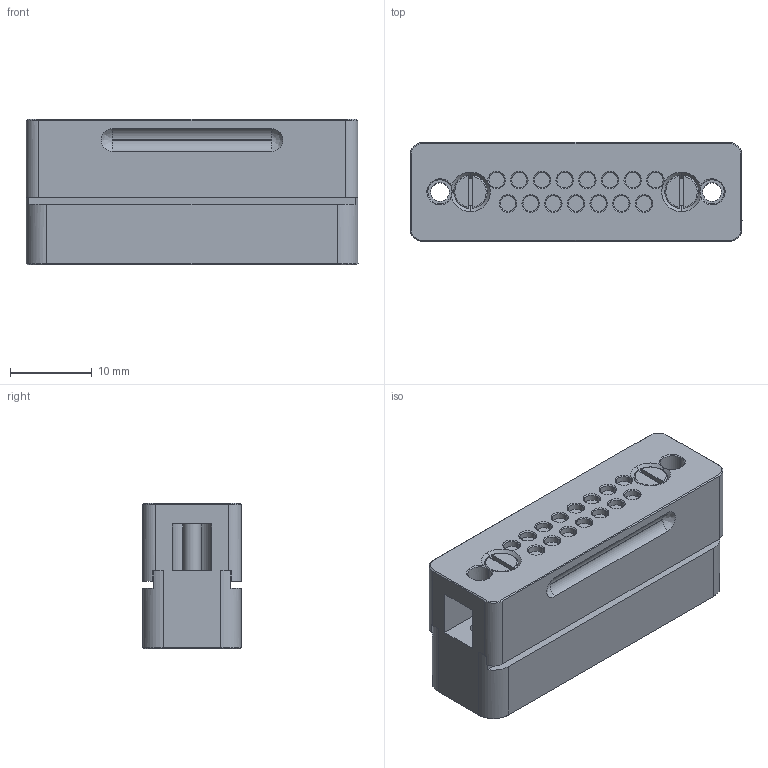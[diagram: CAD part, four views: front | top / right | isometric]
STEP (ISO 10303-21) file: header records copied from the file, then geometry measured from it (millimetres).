
FILE_DESCRIPTION (( 'STEP AP203' ), '1' );
FILE_NAME ('100410.stp', '2014-11-18T18:08:46', ( '' ), ( '' ), 'SwSTEP 2.0', 'SolidWorks 2012', '' );
FILE_SCHEMA (( 'CONFIG_CONTROL_DESIGN' ));
Length unit declared in the file: centimetre
Products named in the file (1): 100410
Bounding box: 40.51 x 12.06 x 17.78 mm (x, y, z)
Volume: 6828.9 mm3; surface area: 4380 mm2
Topology: 1 solids, 1 shells, 329 faces, 752 edges, 460 vertices
Faces by surface type: cylinder 106, plane 95, bspline 68, cone 60
Entity records: 13146 total; most frequent: CARTESIAN_POINT 5966, ORIENTED_EDGE 1504, DIRECTION 1450, EDGE_CURVE 752, AXIS2_PLACEMENT_3D 580, VERTEX_POINT 460, EDGE_LOOP 372, FACE_OUTER_BOUND 329
